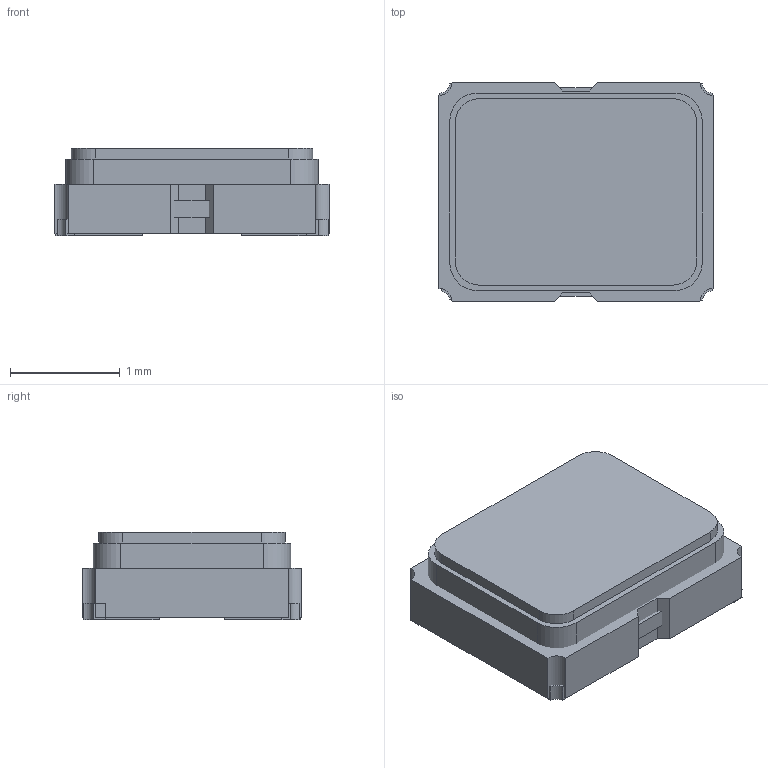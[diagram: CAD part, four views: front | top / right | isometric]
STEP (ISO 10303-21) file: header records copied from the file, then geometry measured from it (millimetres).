
FILE_DESCRIPTION(('FreeCAD Model'),'2;1');
FILE_NAME('Open CASCADE Shape Model','2023-09-08T14:22:47',( 'kicad StepUp'),('ksu MCAD'),'Open CASCADE STEP processor 7.6', 'FreeCAD','Unknown');
FILE_SCHEMA(('AUTOMOTIVE_DESIGN { 1 0 10303 214 1 1 1 1 }'));
Length unit declared in the file: millimetre
Products named in the file (1): Oscillator_SMD_SeikoEpson_SG210-4Pin_2.5x2.0mm
Bounding box: 2.5 x 2 x 0.8 mm (x, y, z)
Volume: 4 mm3; surface area: 39.9 mm2
Topology: 8 solids, 8 shells, 89 faces, 219 edges, 146 vertices
Faces by surface type: plane 73, cylinder 16
Entity records: 3302 total; most frequent: CARTESIAN_POINT 455, ORIENTED_EDGE 438, DIRECTION 431, EDGE_CURVE 219, LINE 187, VECTOR 187, VERTEX_POINT 146, AXIS2_PLACEMENT_3D 122
